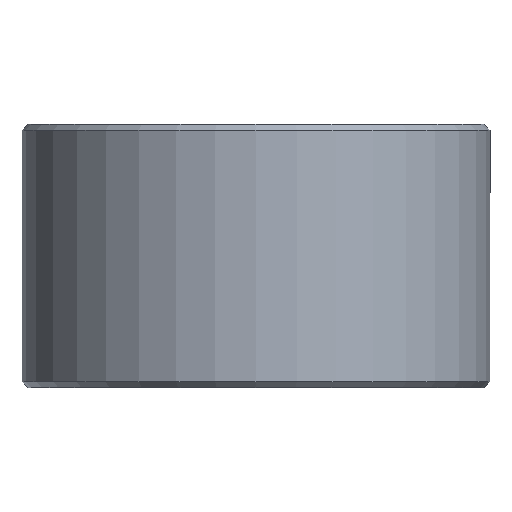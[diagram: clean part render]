
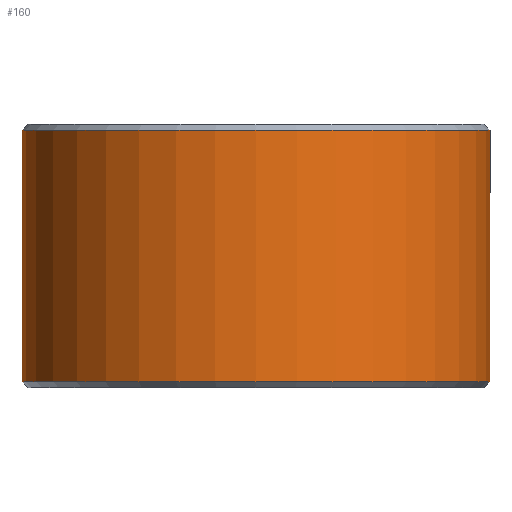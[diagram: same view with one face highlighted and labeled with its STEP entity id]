
A CAD part, front view. The second image highlights one B-rep face of the part: STEP entity #160.
In plain terms, the highlighted cylindrical face has radius 80 mm (diameter 160 mm), a full revolution.
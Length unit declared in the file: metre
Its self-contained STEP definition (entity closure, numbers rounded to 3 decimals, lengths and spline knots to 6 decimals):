
#160=ADVANCED_FACE('',(#186,#187),#188,.T.);
#186=FACE_OUTER_BOUND('',#2754,.T.);
#187=FACE_OUTER_BOUND('',#2755,.T.);
#188=CYLINDRICAL_SURFACE('',#2756,0.08);
#2754=EDGE_LOOP('',(#5341));
#2755=EDGE_LOOP('',(#5342));
#2756=AXIS2_PLACEMENT_3D('',#5343,#5344,#5345);
#5341=ORIENTED_EDGE('',*,*,#5386,.T.);
#5342=ORIENTED_EDGE('',*,*,#5387,.F.);
#5343=CARTESIAN_POINT('',(0.0,0.0,0.));
#5344=DIRECTION('',(0.0,0.,-1.0));
#5345=DIRECTION('',(0.0,1.0,0.));
#5386=EDGE_CURVE('',#5418,#5418,#5419,.T.);
#5387=EDGE_CURVE('',#5420,#5420,#5421,.T.);
#5418=VERTEX_POINT('',#5682);
#5419=CIRCLE('',#5683,0.08);
#5420=VERTEX_POINT('',#5684);
#5421=CIRCLE('',#5685,0.08);
#5682=CARTESIAN_POINT('',(0.0,0.08,0.088));
#5683=AXIS2_PLACEMENT_3D('',#5718,#5719,#5720);
#5684=CARTESIAN_POINT('',(0.0,0.08,0.002));
#5685=AXIS2_PLACEMENT_3D('',#5721,#5722,#5723);
#5718=CARTESIAN_POINT('',(0.0,0.,0.088));
#5719=DIRECTION('',(0.0,0.,-1.0));
#5720=DIRECTION('',(0.0,1.0,0.));
#5721=CARTESIAN_POINT('',(0.0,0.0,0.002));
#5722=DIRECTION('',(0.0,0.,-1.0));
#5723=DIRECTION('',(0.0,1.0,0.));
